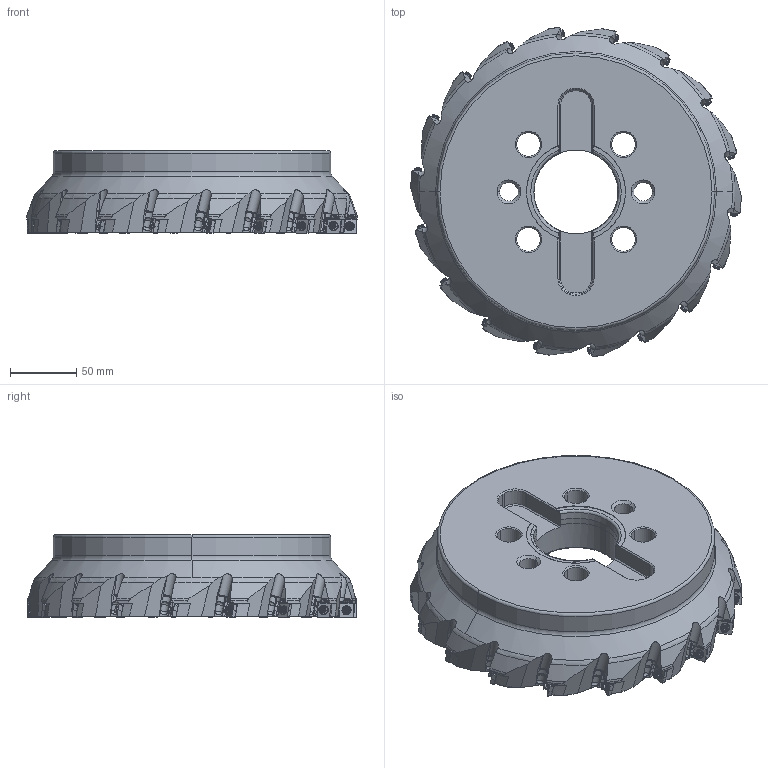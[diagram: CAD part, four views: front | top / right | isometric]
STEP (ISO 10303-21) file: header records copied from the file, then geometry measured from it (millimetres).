
FILE_DESCRIPTION(/* description */ (''),/* implementation_level */ '2;1');
FILE_NAME(/* name */ 'ASX400R1018M.stp',/* time_stamp */ '2021-09-08T11:41:47+09:00',/* author */ (''),/* organization */ (''),/* preprocessor_version */ 'ST-DEVELOPER v16',/* originating_system */ 'SIEMENS PLM Software NX 10.0',/* authorisation */ '');
FILE_SCHEMA (('AUTOMOTIVE_DESIGN { 1 0 10303 214 3 1 1 1 }'));
Length unit declared in the file: millimetre
Products named in the file (1): ASX400R1018M_ASM
Bounding box: 250.2 x 249.76 x 62.72 mm (x, y, z)
Volume: 1490301.3 mm3; surface area: 170999.3 mm2
Topology: 55 solids, 55 shells, 2631 faces, 7549 edges, 5126 vertices
Faces by surface type: plane 1035, cylinder 892, cone 364, torus 142, sphere 90, extrusion 72, bspline 36
Entity records: 108636 total; most frequent: CARTESIAN_POINT 39548, ORIENTED_EDGE 14702, DIRECTION 13452, EDGE_CURVE 7351, AXIS2_PLACEMENT_3D 5112, VERTEX_POINT 4939, VECTOR 3228, LINE 3156
